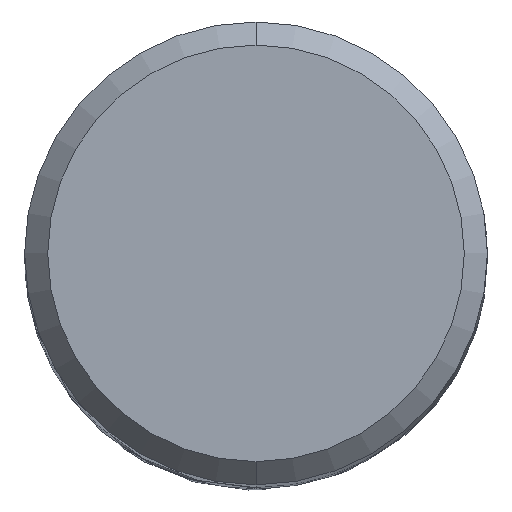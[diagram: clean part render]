
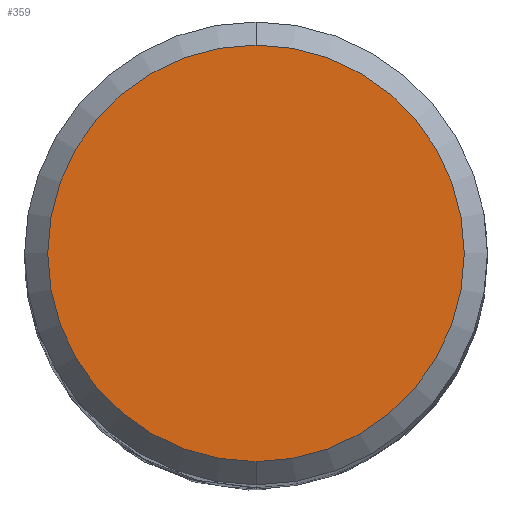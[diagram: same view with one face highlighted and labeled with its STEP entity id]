
A CAD part, top view. The second image highlights one B-rep face of the part: STEP entity #359.
In plain terms, the highlighted planar face has unit normal (0, 0, 1).
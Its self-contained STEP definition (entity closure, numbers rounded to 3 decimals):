
#295=VERTEX_POINT('',#805);
#359=ADVANCED_FACE('',(#873),#874,.T.);
#367=EDGE_CURVE('',#295,#543,#882,.T.);
#543=VERTEX_POINT('',#1079);
#715=EDGE_CURVE('',#543,#295,#1263,.T.);
#805=CARTESIAN_POINT('',(0.0,7.2,0.0));
#873=FACE_OUTER_BOUND('',#2251,.T.);
#874=PLANE('',#2252);
#882=CIRCLE('',#2281,7.2);
#1079=CARTESIAN_POINT('',(0.,-7.2,0.0));
#1263=CIRCLE('',#5166,7.2);
#2251=EDGE_LOOP('',(#5370,#5371));
#2252=AXIS2_PLACEMENT_3D('',#5372,#5373,#5374);
#2281=AXIS2_PLACEMENT_3D('',#5375,#5376,#5377);
#5166=AXIS2_PLACEMENT_3D('',#5820,#5821,#5822);
#5370=ORIENTED_EDGE('',*,*,#367,.F.);
#5371=ORIENTED_EDGE('',*,*,#715,.F.);
#5372=CARTESIAN_POINT('',(0.0,3.6,0.0));
#5373=DIRECTION('',(-0.0,0.0,1.0));
#5374=DIRECTION('',(0.0,-1.0,0.0));
#5375=CARTESIAN_POINT('',(0.0,0.0,0.0));
#5376=DIRECTION('',(0.0,0.0,-1.0));
#5377=DIRECTION('',(0.0,1.0,0.0));
#5820=CARTESIAN_POINT('',(0.0,0.0,0.0));
#5821=DIRECTION('',(0.0,0.0,-1.0));
#5822=DIRECTION('',(0.0,1.0,0.0));
